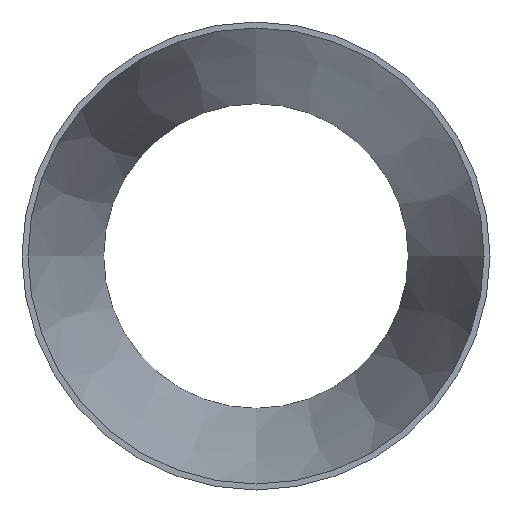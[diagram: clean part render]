
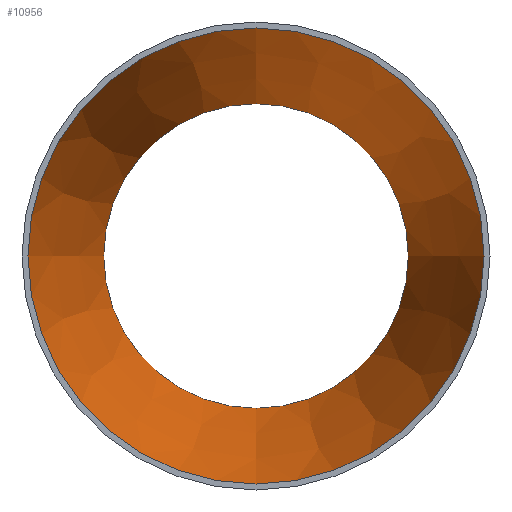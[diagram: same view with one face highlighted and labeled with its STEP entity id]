
A CAD part, front view. The second image highlights one B-rep face of the part: STEP entity #10956.
In plain terms, the highlighted conical face has half-angle 14.474 degrees and reference radius 157.819 mm.
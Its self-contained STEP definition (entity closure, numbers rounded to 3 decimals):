
#421 = AXIS2_PLACEMENT_3D ( 'NONE', #26778, #11293, #8531 ) ;
#890 = EDGE_LOOP ( 'NONE', ( #30763 ) ) ;
#2326 = VERTEX_POINT ( 'NONE', #7155 ) ;
#7155 = CARTESIAN_POINT ( 'NONE',  ( 0., 0., -157.819 ) ) ;
#8417 = DIRECTION ( 'NONE',  ( 0., -1., 0. ) ) ;
#8531 = DIRECTION ( 'NONE',  ( 0., 0., -1. ) ) ;
#9921 = CONICAL_SURFACE ( 'NONE', #15967, 157.819, 0.253 ) ;
#10088 = VERTEX_POINT ( 'NONE', #20415 ) ;
#10461 = ORIENTED_EDGE ( 'NONE', *, *, #17010, .F. ) ;
#10956 = ADVANCED_FACE ( 'NONE', ( #14656, #24800 ), #9921, .F. ) ;
#11293 = DIRECTION ( 'NONE',  ( 0., -1., 0. ) ) ;
#12074 = DIRECTION ( 'NONE',  ( 0., 0., -1. ) ) ;
#12245 = DIRECTION ( 'NONE',  ( 0., -1., 0. ) ) ;
#13618 = CIRCLE ( 'NONE', #421, 105.419 ) ;
#14318 = EDGE_CURVE ( 'NONE', #2326, #2326, #32920, .T. ) ;
#14656 = FACE_BOUND ( 'NONE', #28222, .T. ) ;
#15967 = AXIS2_PLACEMENT_3D ( 'NONE', #30489, #12245, #12074 ) ;
#16173 = DIRECTION ( 'NONE',  ( 0., 0., -1. ) ) ;
#17010 = EDGE_CURVE ( 'NONE', #10088, #10088, #13618, .T. ) ;
#19178 = AXIS2_PLACEMENT_3D ( 'NONE', #22009, #8417, #16173 ) ;
#20415 = CARTESIAN_POINT ( 'NONE',  ( 0., 203., -105.419 ) ) ;
#22009 = CARTESIAN_POINT ( 'NONE',  ( 0., 0., 0. ) ) ;
#24800 = FACE_OUTER_BOUND ( 'NONE', #890, .T. ) ;
#26778 = CARTESIAN_POINT ( 'NONE',  ( 0., 203., 0. ) ) ;
#28222 = EDGE_LOOP ( 'NONE', ( #10461 ) ) ;
#30489 = CARTESIAN_POINT ( 'NONE',  ( 0., 0., 0. ) ) ;
#30763 = ORIENTED_EDGE ( 'NONE', *, *, #14318, .T. ) ;
#32920 = CIRCLE ( 'NONE', #19178, 157.819 ) ;
